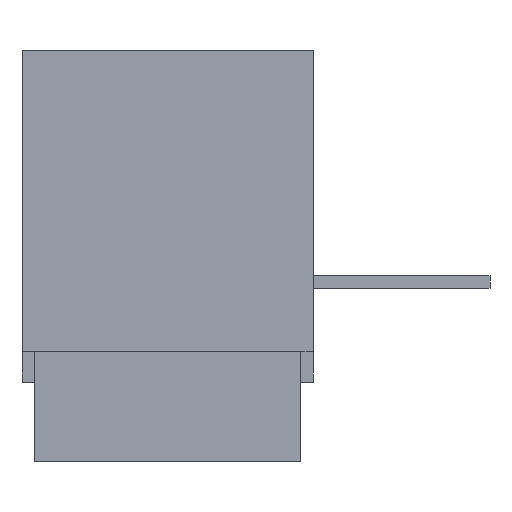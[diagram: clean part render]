
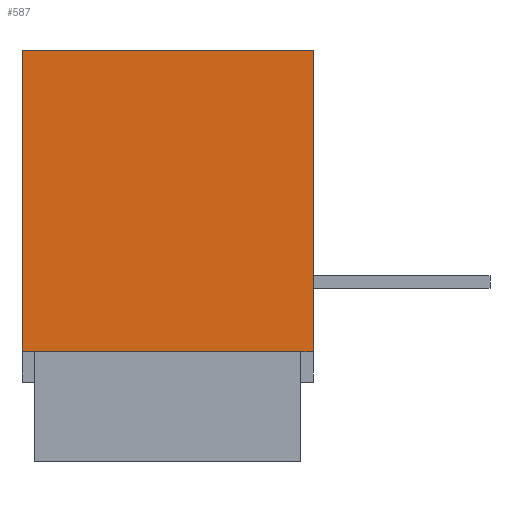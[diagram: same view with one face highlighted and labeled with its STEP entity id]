
A CAD part, left-side view. The second image highlights one B-rep face of the part: STEP entity #587.
In plain terms, the highlighted planar face has unit normal (-1, 0, 0).
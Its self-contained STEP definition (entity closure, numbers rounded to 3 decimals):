
#1=DIRECTION('',(0.,0.,1.));
#2=VECTOR('',#1,19.7);
#3=CARTESIAN_POINT('',(-28.575,0.,-9.85));
#4=LINE('',#3,#2);
#65=DIRECTION('',(0.,-1.,0.));
#66=VECTOR('',#65,17.404);
#67=CARTESIAN_POINT('',(-28.575,18.227,-9.85));
#68=LINE('',#67,#66);
#69=DIRECTION('',(0.,1.,0.));
#70=VECTOR('',#69,0.823);
#71=CARTESIAN_POINT('',(-28.575,18.227,-9.85));
#72=LINE('',#71,#70);
#73=DIRECTION('',(0.,1.,0.));
#74=VECTOR('',#73,0.823);
#75=CARTESIAN_POINT('',(-28.575,0.,-9.85));
#76=LINE('',#75,#74);
#247=DIRECTION('',(0.,1.,0.));
#248=VECTOR('',#247,19.05);
#249=CARTESIAN_POINT('',(-28.575,0.,9.85));
#250=LINE('',#249,#248);
#251=DIRECTION('',(0.,0.,1.));
#252=VECTOR('',#251,19.7);
#253=CARTESIAN_POINT('',(-28.575,19.05,-9.85));
#254=LINE('',#253,#252);
#399=CARTESIAN_POINT('',(-28.575,0.,-9.85));
#400=CARTESIAN_POINT('',(-28.575,0.,9.85));
#401=VERTEX_POINT('',#399);
#402=VERTEX_POINT('',#400);
#409=CARTESIAN_POINT('',(-28.575,19.05,-9.85));
#410=CARTESIAN_POINT('',(-28.575,19.05,9.85));
#411=VERTEX_POINT('',#409);
#412=VERTEX_POINT('',#410);
#495=CARTESIAN_POINT('',(-28.575,18.227,-9.85));
#496=CARTESIAN_POINT('',(-28.575,0.823,-9.85));
#497=VERTEX_POINT('',#495);
#498=VERTEX_POINT('',#496);
#569=CARTESIAN_POINT('',(-28.575,0.,-9.85));
#570=DIRECTION('',(-1.,0.,0.));
#571=DIRECTION('',(0.,0.,1.));
#572=AXIS2_PLACEMENT_3D('',#569,#570,#571);
#573=PLANE('',#572);
#575=ORIENTED_EDGE('',*,*,#574,.F.);
#577=ORIENTED_EDGE('',*,*,#576,.T.);
#579=ORIENTED_EDGE('',*,*,#578,.T.);
#581=ORIENTED_EDGE('',*,*,#580,.F.);
#582=ORIENTED_EDGE('',*,*,#532,.F.);
#584=ORIENTED_EDGE('',*,*,#583,.T.);
#585=EDGE_LOOP('',(#575,#577,#579,#581,#582,#584));
#586=FACE_OUTER_BOUND('',#585,.F.);
#532=EDGE_CURVE('',#401,#402,#4,.T.);
#574=EDGE_CURVE('',#497,#498,#68,.T.);
#576=EDGE_CURVE('',#497,#411,#72,.T.);
#578=EDGE_CURVE('',#411,#412,#254,.T.);
#580=EDGE_CURVE('',#402,#412,#250,.T.);
#583=EDGE_CURVE('',#401,#498,#76,.T.);
#587=ADVANCED_FACE('',(#586),#573,.T.);
